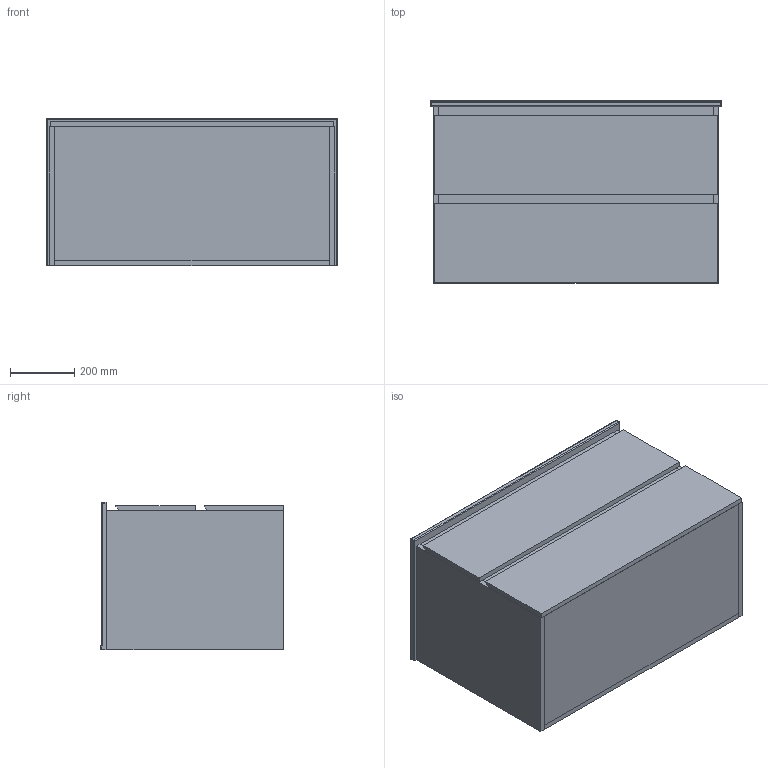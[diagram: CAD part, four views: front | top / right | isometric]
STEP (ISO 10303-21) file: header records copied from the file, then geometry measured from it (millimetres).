
FILE_DESCRIPTION (( 'STEP AP214' ), '1' );
FILE_NAME ('AD Twin Ceramic 900 ASSEM.STEP', '2019-03-08T00:38:11', ( '' ), ( '' ), 'SwSTEP 2.0', 'SolidWorks 2015', '' );
FILE_SCHEMA (( 'AUTOMOTIVE_DESIGN' ));
Length unit declared in the file: millimetre
Products named in the file (5): 900 Spirit top ASSEM; 900 Spirit top; AD Twin Ceramic 900 ASSEM; AD Twin Ceramic 900; CERAMIC OVERFLOW COVER
Assembly tree (4 placements, depth 3):
  AD Twin Ceramic 900 ASSEM
    AD Twin Ceramic 900
    900 Spirit top ASSEM
      900 Spirit top
      CERAMIC OVERFLOW COVER
Bounding box: 910 x 569 x 460 mm (x, y, z)
Volume: 43806697.6 mm3; surface area: 5779336.4 mm2
Topology: 9 solids, 9 shells, 142 faces, 313 edges, 183 vertices
Faces by surface type: plane 88, cylinder 30, sphere 10, torus 8, bspline 6
Entity records: 4427 total; most frequent: CARTESIAN_POINT 950, DIRECTION 663, ORIENTED_EDGE 606, EDGE_CURVE 303, AXIS2_PLACEMENT_3D 228, LINE 207, VECTOR 207, VERTEX_POINT 183
